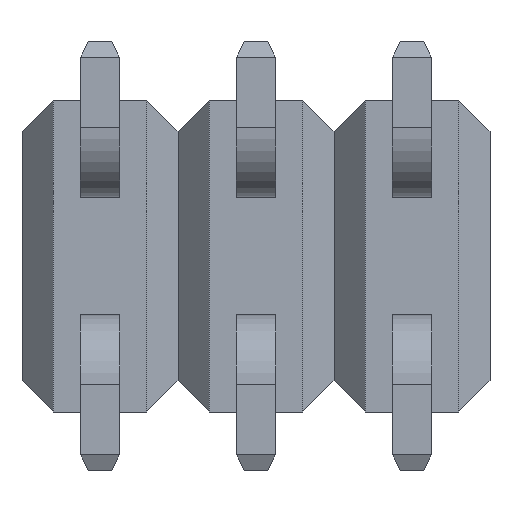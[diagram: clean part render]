
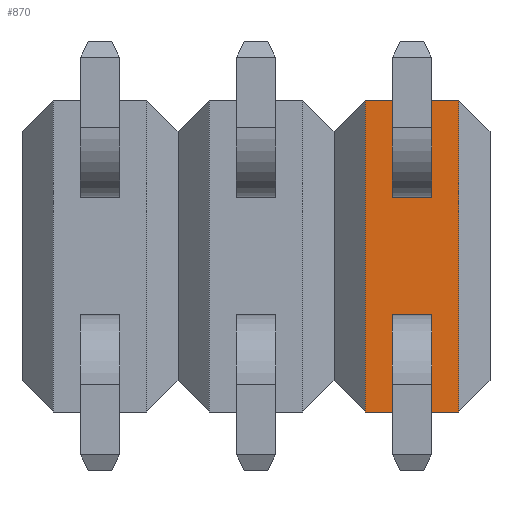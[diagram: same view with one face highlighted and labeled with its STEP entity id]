
A CAD part, front view. The second image highlights one B-rep face of the part: STEP entity #870.
In plain terms, the highlighted planar face has unit normal (0, -1, 0).
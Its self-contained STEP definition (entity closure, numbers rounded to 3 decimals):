
#113 = VERTEX_POINT('',#114);
#114 = CARTESIAN_POINT('',(1.778,-1.143,-2.54));
#122 = EDGE_CURVE('',#113,#123,#125,.T.);
#123 = VERTEX_POINT('',#124);
#124 = CARTESIAN_POINT('',(3.302,-1.143,-2.54));
#125 = LINE('',#126,#127);
#126 = CARTESIAN_POINT('',(1.778,-1.143,-2.54));
#127 = VECTOR('',#128,1.);
#128 = DIRECTION('',(1.,0.,0.));
#536 = VERTEX_POINT('',#537);
#537 = CARTESIAN_POINT('',(1.778,-1.143,2.54));
#545 = VERTEX_POINT('',#546);
#546 = CARTESIAN_POINT('',(3.302,-1.143,2.54));
#552 = EDGE_CURVE('',#536,#545,#553,.T.);
#553 = LINE('',#554,#555);
#554 = CARTESIAN_POINT('',(1.778,-1.143,2.54));
#555 = VECTOR('',#556,1.);
#556 = DIRECTION('',(1.,0.,0.));
#870 = ADVANCED_FACE('',(#871,#887,#921),#955,.T.);
#871 = FACE_BOUND('',#872,.F.);
#872 = EDGE_LOOP('',(#873,#879,#880,#886));
#873 = ORIENTED_EDGE('',*,*,#874,.T.);
#874 = EDGE_CURVE('',#113,#536,#875,.T.);
#875 = LINE('',#876,#877);
#876 = CARTESIAN_POINT('',(1.778,-1.143,-2.54));
#877 = VECTOR('',#878,1.);
#878 = DIRECTION('',(0.,0.,1.));
#879 = ORIENTED_EDGE('',*,*,#552,.T.);
#880 = ORIENTED_EDGE('',*,*,#881,.F.);
#881 = EDGE_CURVE('',#123,#545,#882,.T.);
#882 = LINE('',#883,#884);
#883 = CARTESIAN_POINT('',(3.302,-1.143,-2.54));
#884 = VECTOR('',#885,1.);
#885 = DIRECTION('',(0.,0.,1.));
#886 = ORIENTED_EDGE('',*,*,#122,.F.);
#887 = FACE_BOUND('',#888,.F.);
#888 = EDGE_LOOP('',(#889,#899,#907,#915));
#889 = ORIENTED_EDGE('',*,*,#890,.F.);
#890 = EDGE_CURVE('',#891,#893,#895,.T.);
#891 = VERTEX_POINT('',#892);
#892 = CARTESIAN_POINT('',(2.223,-1.143,-1.588));
#893 = VERTEX_POINT('',#894);
#894 = CARTESIAN_POINT('',(2.223,-1.143,-0.953));
#895 = LINE('',#896,#897);
#896 = CARTESIAN_POINT('',(2.223,-1.143,-1.588));
#897 = VECTOR('',#898,1.);
#898 = DIRECTION('',(0.,0.,1.));
#899 = ORIENTED_EDGE('',*,*,#900,.T.);
#900 = EDGE_CURVE('',#891,#901,#903,.T.);
#901 = VERTEX_POINT('',#902);
#902 = CARTESIAN_POINT('',(2.858,-1.143,-1.588));
#903 = LINE('',#904,#905);
#904 = CARTESIAN_POINT('',(2.223,-1.143,-1.588));
#905 = VECTOR('',#906,1.);
#906 = DIRECTION('',(1.,0.,0.));
#907 = ORIENTED_EDGE('',*,*,#908,.T.);
#908 = EDGE_CURVE('',#901,#909,#911,.T.);
#909 = VERTEX_POINT('',#910);
#910 = CARTESIAN_POINT('',(2.858,-1.143,-0.953));
#911 = LINE('',#912,#913);
#912 = CARTESIAN_POINT('',(2.858,-1.143,-1.588));
#913 = VECTOR('',#914,1.);
#914 = DIRECTION('',(0.,0.,1.));
#915 = ORIENTED_EDGE('',*,*,#916,.F.);
#916 = EDGE_CURVE('',#893,#909,#917,.T.);
#917 = LINE('',#918,#919);
#918 = CARTESIAN_POINT('',(2.223,-1.143,-0.953));
#919 = VECTOR('',#920,1.);
#920 = DIRECTION('',(1.,0.,0.));
#921 = FACE_BOUND('',#922,.F.);
#922 = EDGE_LOOP('',(#923,#933,#941,#949));
#923 = ORIENTED_EDGE('',*,*,#924,.F.);
#924 = EDGE_CURVE('',#925,#927,#929,.T.);
#925 = VERTEX_POINT('',#926);
#926 = CARTESIAN_POINT('',(2.223,-1.143,0.953));
#927 = VERTEX_POINT('',#928);
#928 = CARTESIAN_POINT('',(2.223,-1.143,1.588));
#929 = LINE('',#930,#931);
#930 = CARTESIAN_POINT('',(2.223,-1.143,0.953));
#931 = VECTOR('',#932,1.);
#932 = DIRECTION('',(0.,0.,1.));
#933 = ORIENTED_EDGE('',*,*,#934,.T.);
#934 = EDGE_CURVE('',#925,#935,#937,.T.);
#935 = VERTEX_POINT('',#936);
#936 = CARTESIAN_POINT('',(2.858,-1.143,0.953));
#937 = LINE('',#938,#939);
#938 = CARTESIAN_POINT('',(2.223,-1.143,0.953));
#939 = VECTOR('',#940,1.);
#940 = DIRECTION('',(1.,0.,0.));
#941 = ORIENTED_EDGE('',*,*,#942,.T.);
#942 = EDGE_CURVE('',#935,#943,#945,.T.);
#943 = VERTEX_POINT('',#944);
#944 = CARTESIAN_POINT('',(2.858,-1.143,1.588));
#945 = LINE('',#946,#947);
#946 = CARTESIAN_POINT('',(2.858,-1.143,0.953));
#947 = VECTOR('',#948,1.);
#948 = DIRECTION('',(0.,0.,1.));
#949 = ORIENTED_EDGE('',*,*,#950,.F.);
#950 = EDGE_CURVE('',#927,#943,#951,.T.);
#951 = LINE('',#952,#953);
#952 = CARTESIAN_POINT('',(2.223,-1.143,1.588));
#953 = VECTOR('',#954,1.);
#954 = DIRECTION('',(1.,0.,0.));
#955 = PLANE('',#956);
#956 = AXIS2_PLACEMENT_3D('',#957,#958,#959);
#957 = CARTESIAN_POINT('',(-3.302,-1.143,-2.54));
#958 = DIRECTION('',(0.,-1.,0.));
#959 = DIRECTION('',(1.,0.,0.));
